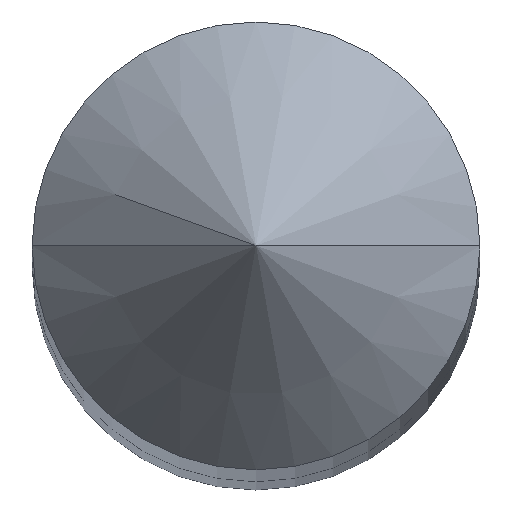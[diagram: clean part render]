
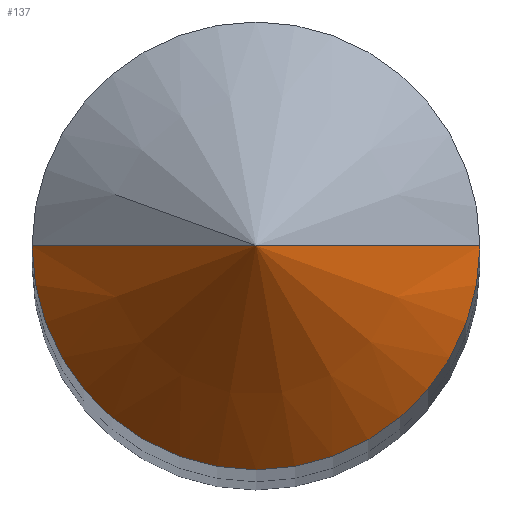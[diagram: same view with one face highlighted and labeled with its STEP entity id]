
A CAD part, top view. The second image highlights one B-rep face of the part: STEP entity #137.
In plain terms, the highlighted conical face has half-angle 45 degrees and reference radius 0.751 mm.
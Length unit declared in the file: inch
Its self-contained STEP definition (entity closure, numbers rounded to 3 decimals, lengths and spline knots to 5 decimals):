
#17 = VECTOR ( 'NONE', #91, 39.37008 ) ;
#22 = CONICAL_SURFACE ( 'NONE', #328, 0.02955, 0.785 ) ;
#36 = EDGE_CURVE ( 'NONE', #138, #279, #297, .T. ) ;
#60 = DIRECTION ( 'NONE',  ( 0., 0., 1. ) ) ;
#82 = VERTEX_POINT ( 'NONE', #235 ) ;
#83 = AXIS2_PLACEMENT_3D ( 'NONE', #84, #60, #168 ) ;
#84 = CARTESIAN_POINT ( 'NONE',  ( 0., 0., -0.03125 ) ) ;
#91 = DIRECTION ( 'NONE',  ( -0.707, 0., -0.707 ) ) ;
#101 = DIRECTION ( 'NONE',  ( 0.707, 0., -0.707 ) ) ;
#103 = CARTESIAN_POINT ( 'NONE',  ( -0.02955, 0., -0.03125 ) ) ;
#137 = ADVANCED_FACE ( 'NONE', ( #207 ), #22, .T. ) ;
#138 = VERTEX_POINT ( 'NONE', #334 ) ;
#140 = ORIENTED_EDGE ( 'NONE', *, *, #164, .F. ) ;
#155 = CARTESIAN_POINT ( 'NONE',  ( 0.02955, 0., -0.03125 ) ) ;
#164 = EDGE_CURVE ( 'NONE', #138, #82, #350, .T. ) ;
#168 = DIRECTION ( 'NONE',  ( 1., 0., 0. ) ) ;
#207 = FACE_OUTER_BOUND ( 'NONE', #264, .T. ) ;
#218 = CIRCLE ( 'NONE', #83, 0.02955 ) ;
#235 = CARTESIAN_POINT ( 'NONE',  ( 0.02955, 0., -0.03125 ) ) ;
#264 = EDGE_LOOP ( 'NONE', ( #140, #290, #312 ) ) ;
#275 = VECTOR ( 'NONE', #101, 39.37008 ) ;
#279 = VERTEX_POINT ( 'NONE', #103 ) ;
#290 = ORIENTED_EDGE ( 'NONE', *, *, #36, .T. ) ;
#297 = LINE ( 'NONE', #325, #17 ) ;
#312 = ORIENTED_EDGE ( 'NONE', *, *, #339, .T. ) ;
#318 = DIRECTION ( 'NONE',  ( 0., 0., -1. ) ) ;
#325 = CARTESIAN_POINT ( 'NONE',  ( -0.02955, 0., -0.03125 ) ) ;
#326 = DIRECTION ( 'NONE',  ( -1., 0., 0. ) ) ;
#328 = AXIS2_PLACEMENT_3D ( 'NONE', #346, #318, #326 ) ;
#334 = CARTESIAN_POINT ( 'NONE',  ( 0., 0., -0.0017 ) ) ;
#339 = EDGE_CURVE ( 'NONE', #279, #82, #218, .T. ) ;
#346 = CARTESIAN_POINT ( 'NONE',  ( 0., 0., -0.03125 ) ) ;
#350 = LINE ( 'NONE', #155, #275 ) ;
